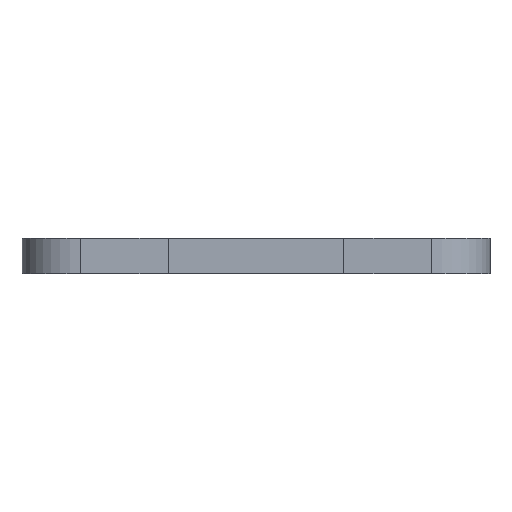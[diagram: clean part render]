
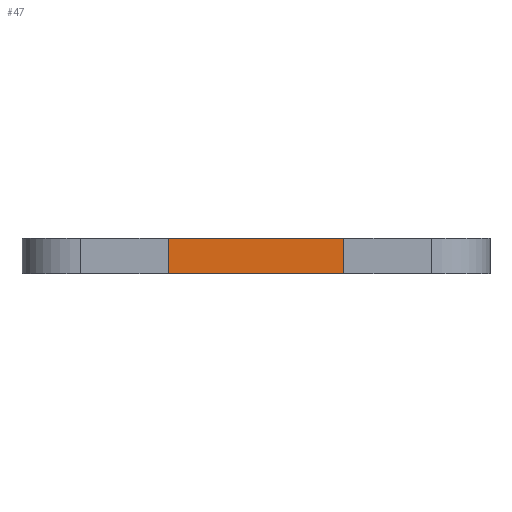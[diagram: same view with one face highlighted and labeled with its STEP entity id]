
A CAD part, left-side view. The second image highlights one B-rep face of the part: STEP entity #47.
In plain terms, the highlighted planar face has unit normal (-1, 0, 0).
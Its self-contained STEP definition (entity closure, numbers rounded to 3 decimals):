
#23 = DIRECTION ( 'NONE',  ( 0., 1., 0. ) ) ;
#47 = ADVANCED_FACE ( 'NONE', ( #249 ), #844, .F. ) ;
#68 = CARTESIAN_POINT ( 'NONE',  ( -98., 15., 0. ) ) ;
#69 = VERTEX_POINT ( 'NONE', #649 ) ;
#75 = EDGE_CURVE ( 'NONE', #419, #69, #779, .T. ) ;
#91 = CARTESIAN_POINT ( 'NONE',  ( -98., 45., 6. ) ) ;
#109 = EDGE_CURVE ( 'NONE', #419, #196, #220, .T. ) ;
#124 = VECTOR ( 'NONE', #570, 1000. ) ;
#173 = EDGE_CURVE ( 'NONE', #196, #364, #545, .T. ) ;
#184 = VECTOR ( 'NONE', #431, 1000. ) ;
#196 = VERTEX_POINT ( 'NONE', #582 ) ;
#220 = LINE ( 'NONE', #737, #822 ) ;
#249 = FACE_OUTER_BOUND ( 'NONE', #350, .T. ) ;
#334 = AXIS2_PLACEMENT_3D ( 'NONE', #715, #630, #643 ) ;
#350 = EDGE_LOOP ( 'NONE', ( #646, #807, #568, #423 ) ) ;
#352 = LINE ( 'NONE', #91, #417 ) ;
#364 = VERTEX_POINT ( 'NONE', #522 ) ;
#417 = VECTOR ( 'NONE', #23, 1000. ) ;
#419 = VERTEX_POINT ( 'NONE', #794 ) ;
#423 = ORIENTED_EDGE ( 'NONE', *, *, #75, .T. ) ;
#431 = DIRECTION ( 'NONE',  ( 0., 0., 1. ) ) ;
#469 = DIRECTION ( 'NONE',  ( 0., 1., 0. ) ) ;
#522 = CARTESIAN_POINT ( 'NONE',  ( -98., 45., 6. ) ) ;
#545 = LINE ( 'NONE', #816, #184 ) ;
#568 = ORIENTED_EDGE ( 'NONE', *, *, #109, .F. ) ;
#570 = DIRECTION ( 'NONE',  ( 0., 0., 1. ) ) ;
#582 = CARTESIAN_POINT ( 'NONE',  ( -98., 45., 0. ) ) ;
#630 = DIRECTION ( 'NONE',  ( 1., 0., 0. ) ) ;
#643 = DIRECTION ( 'NONE',  ( 0., 0., -1. ) ) ;
#646 = ORIENTED_EDGE ( 'NONE', *, *, #845, .T. ) ;
#649 = CARTESIAN_POINT ( 'NONE',  ( -98., 15., 6. ) ) ;
#715 = CARTESIAN_POINT ( 'NONE',  ( -98., 45., 0. ) ) ;
#737 = CARTESIAN_POINT ( 'NONE',  ( -98., 45., 0. ) ) ;
#779 = LINE ( 'NONE', #68, #124 ) ;
#794 = CARTESIAN_POINT ( 'NONE',  ( -98., 15., 0. ) ) ;
#807 = ORIENTED_EDGE ( 'NONE', *, *, #173, .F. ) ;
#816 = CARTESIAN_POINT ( 'NONE',  ( -98., 45., 0. ) ) ;
#822 = VECTOR ( 'NONE', #469, 1000. ) ;
#844 = PLANE ( 'NONE',  #334 ) ;
#845 = EDGE_CURVE ( 'NONE', #69, #364, #352, .T. ) ;
